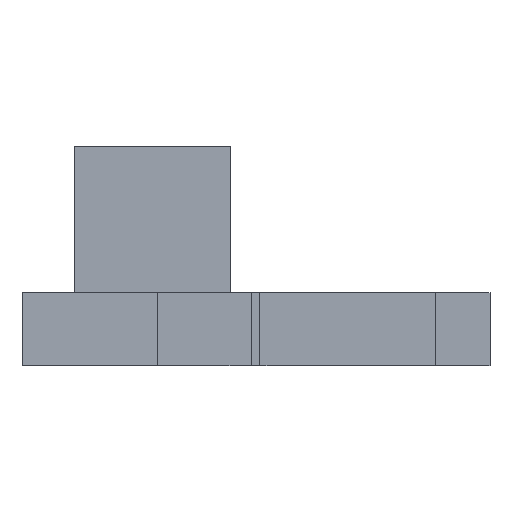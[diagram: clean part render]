
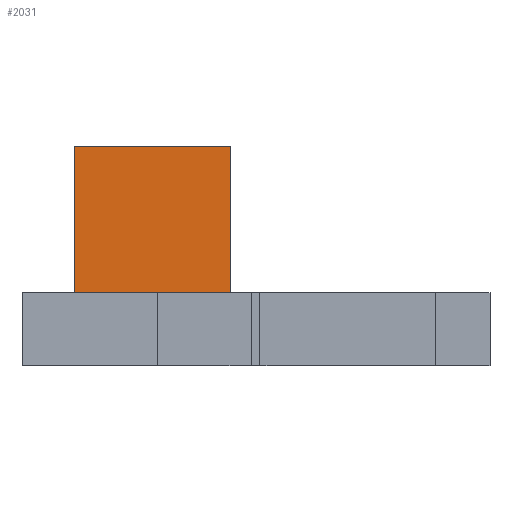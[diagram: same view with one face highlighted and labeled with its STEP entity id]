
A CAD part, left-side view. The second image highlights one B-rep face of the part: STEP entity #2031.
In plain terms, the highlighted planar face has unit normal (-1, 0, 0).
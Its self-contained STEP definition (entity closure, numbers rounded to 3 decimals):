
#86 = PLANE ( 'NONE',  #1057 ) ;
#89 = VECTOR ( 'NONE', #525, 1000. ) ;
#105 = DIRECTION ( 'NONE',  ( 0., 0., -1. ) ) ;
#128 = CARTESIAN_POINT ( 'NONE',  ( 115686.474, 5122.214, 500. ) ) ;
#509 = DIRECTION ( 'NONE',  ( 1., 0., 0. ) ) ;
#525 = DIRECTION ( 'NONE',  ( 0., 0., -1. ) ) ;
#539 = ORIENTED_EDGE ( 'NONE', *, *, #2623, .T. ) ;
#540 = CARTESIAN_POINT ( 'NONE',  ( 115686.474, 5122.214, 500. ) ) ;
#541 = CARTESIAN_POINT ( 'NONE',  ( 115686.474, 4589.495, 500. ) ) ;
#620 = LINE ( 'NONE', #1660, #1314 ) ;
#641 = CARTESIAN_POINT ( 'NONE',  ( 115686.474, 5122.214, 500. ) ) ;
#690 = VECTOR ( 'NONE', #2310, 1000. ) ;
#718 = ORIENTED_EDGE ( 'NONE', *, *, #1261, .F. ) ;
#879 = EDGE_CURVE ( 'NONE', #2330, #2797, #2100, .T. ) ;
#917 = ORIENTED_EDGE ( 'NONE', *, *, #879, .T. ) ;
#1057 = AXIS2_PLACEMENT_3D ( 'NONE', #128, #509, #105 ) ;
#1261 = EDGE_CURVE ( 'NONE', #2330, #2145, #620, .T. ) ;
#1284 = LINE ( 'NONE', #2386, #690 ) ;
#1314 = VECTOR ( 'NONE', #2093, 1000. ) ;
#1495 = EDGE_LOOP ( 'NONE', ( #539, #2172, #718, #917 ) ) ;
#1569 = VERTEX_POINT ( 'NONE', #1664 ) ;
#1660 = CARTESIAN_POINT ( 'NONE',  ( 115686.474, 5122.214, 500. ) ) ;
#1664 = CARTESIAN_POINT ( 'NONE',  ( 115686.474, 4589.495, 0. ) ) ;
#1987 = EDGE_CURVE ( 'NONE', #2145, #1569, #2752, .T. ) ;
#2031 = ADVANCED_FACE ( 'NONE', ( #2181 ), #86, .F. ) ;
#2093 = DIRECTION ( 'NONE',  ( 0., -1., 0. ) ) ;
#2100 = LINE ( 'NONE', #540, #2161 ) ;
#2145 = VERTEX_POINT ( 'NONE', #2348 ) ;
#2161 = VECTOR ( 'NONE', #2465, 1000. ) ;
#2172 = ORIENTED_EDGE ( 'NONE', *, *, #1987, .F. ) ;
#2181 = FACE_OUTER_BOUND ( 'NONE', #1495, .T. ) ;
#2225 = CARTESIAN_POINT ( 'NONE',  ( 115686.474, 5122.214, 0. ) ) ;
#2310 = DIRECTION ( 'NONE',  ( 0., -1., 0. ) ) ;
#2330 = VERTEX_POINT ( 'NONE', #641 ) ;
#2348 = CARTESIAN_POINT ( 'NONE',  ( 115686.474, 4589.495, 500. ) ) ;
#2386 = CARTESIAN_POINT ( 'NONE',  ( 115686.474, 5122.214, 0. ) ) ;
#2465 = DIRECTION ( 'NONE',  ( 0., 0., -1. ) ) ;
#2623 = EDGE_CURVE ( 'NONE', #2797, #1569, #1284, .T. ) ;
#2752 = LINE ( 'NONE', #541, #89 ) ;
#2797 = VERTEX_POINT ( 'NONE', #2225 ) ;
